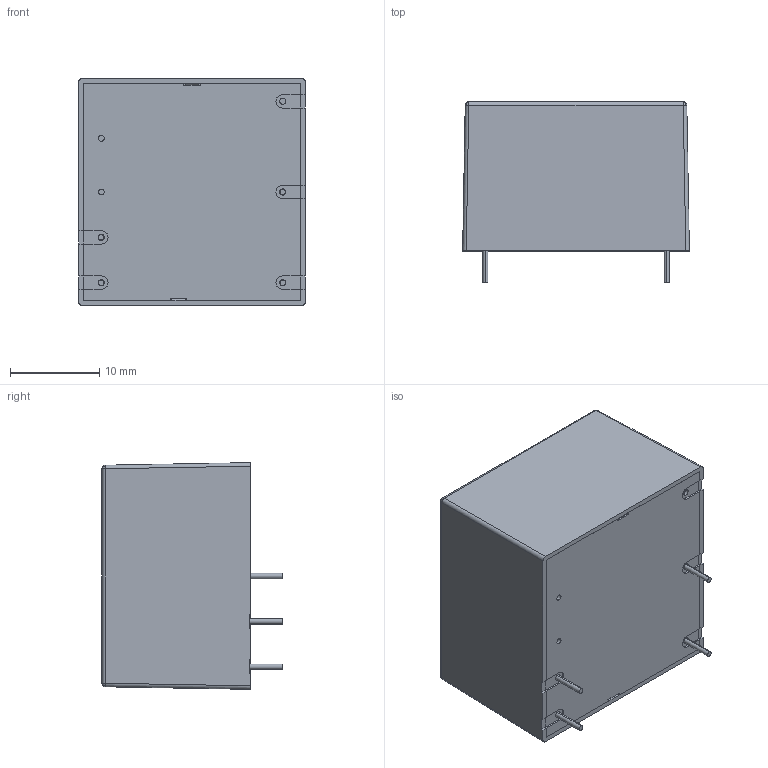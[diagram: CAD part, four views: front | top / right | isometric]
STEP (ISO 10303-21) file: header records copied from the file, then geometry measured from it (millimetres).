
FILE_DESCRIPTION (( 'STEP AP214' ), '1' );
FILE_NAME ('RACM06E-05SK_277.STEP', '2023-09-11T21:17:03', ( '' ), ( '' ), 'SwSTEP 2.0', 'SolidWorks 2021', '' );
FILE_SCHEMA (( 'AUTOMOTIVE_DESIGN' ));
Length unit declared in the file: millimetre
Products named in the file (3): RACM06E-K_277_3D_20230808.stp; RACM06E-K_277_20230808.stp; RACM06E-05SK_277
Assembly tree (2 placements, depth 3):
  RACM06E-05SK_277
    RACM06E-K_277_3D_20230808.stp
      RACM06E-K_277_20230808.stp
Bounding box: 25.4 x 20.2 x 25.4 mm (x, y, z)
Volume: 1668.5 mm3; surface area: 5793.3 mm2
Topology: 6 solids, 6 shells, 276 faces, 707 edges, 462 vertices
Faces by surface type: plane 188, cylinder 58, cone 14, torus 8, sphere 8
Entity records: 8528 total; most frequent: CARTESIAN_POINT 1563, ORIENTED_EDGE 1414, DIRECTION 1399, EDGE_CURVE 707, LINE 531, VECTOR 531, VERTEX_POINT 462, AXIS2_PLACEMENT_3D 434
